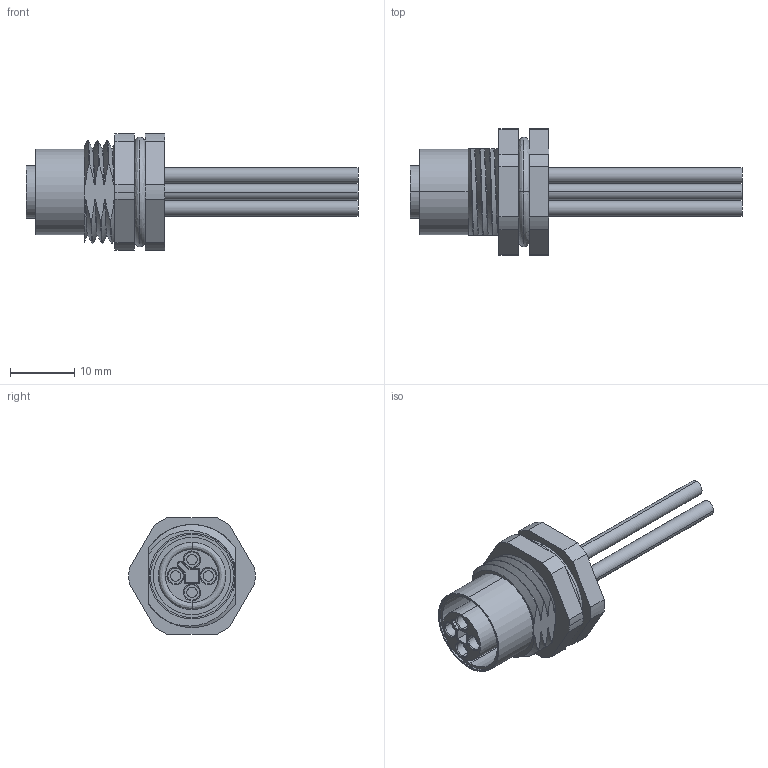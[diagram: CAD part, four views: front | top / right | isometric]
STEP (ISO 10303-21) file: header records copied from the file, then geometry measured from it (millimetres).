
FILE_DESCRIPTION (( 'STEP AP203' ), '1' );
FILE_NAME ('P198.STEP', '2020-03-31T06:40:12', ( 'edpusr' ), ( 'Microsoft' ), 'SwSTEP 2.0', 'SolidWorks 2015', '' );
FILE_SCHEMA (( 'CONFIG_CONTROL_DESIGN' ));
Length unit declared in the file: millimetre
Products named in the file (1): P198
Bounding box: 51.5 x 19.6 x 18 mm (x, y, z)
Volume: 3905.5 mm3; surface area: 3781.1 mm2
Topology: 2 solids, 2 shells, 157 faces, 384 edges, 249 vertices
Faces by surface type: cylinder 67, bspline 45, plane 45
Entity records: 8708 total; most frequent: CARTESIAN_POINT 5211, ORIENTED_EDGE 768, DIRECTION 648, EDGE_CURVE 384, VERTEX_POINT 249, AXIS2_PLACEMENT_3D 247, EDGE_LOOP 177, ADVANCED_FACE 157
